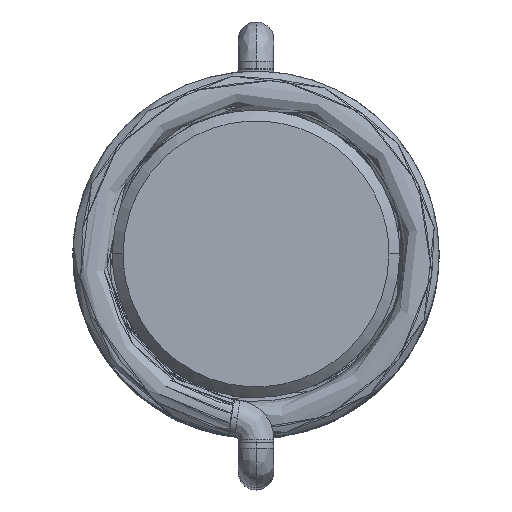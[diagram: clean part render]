
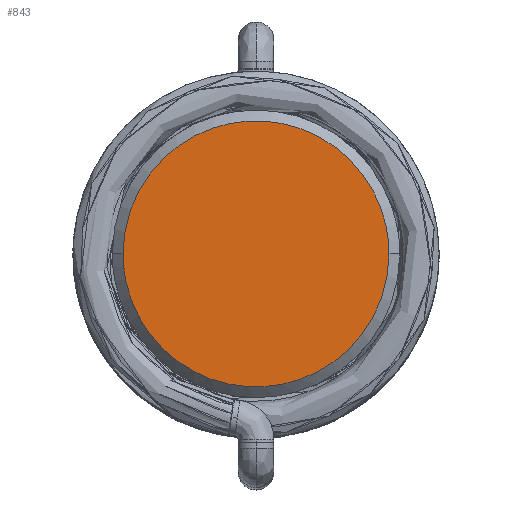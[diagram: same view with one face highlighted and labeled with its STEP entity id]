
A CAD part, top view. The second image highlights one B-rep face of the part: STEP entity #843.
In plain terms, the highlighted free-form (B-spline) face has degree [1, 1] with [2, 2] control points.
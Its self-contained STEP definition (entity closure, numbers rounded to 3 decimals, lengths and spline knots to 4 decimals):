
#701 = EDGE_CURVE('',#702,#704,#706,.T.);
#702 = VERTEX_POINT('',#703);
#703 = CARTESIAN_POINT('',(1.9551,0.,
    14.0025));
#704 = VERTEX_POINT('',#705);
#705 = CARTESIAN_POINT('',(-1.9551,0.,
    14.0025));
#706 = ( BOUNDED_CURVE() B_SPLINE_CURVE(2,(#707,#708,#709,#710,#711),
.UNSPECIFIED.,.F.,.F.) B_SPLINE_CURVE_WITH_KNOTS((3,2,3),(0.,
1.5708,3.1416),.PIECEWISE_BEZIER_KNOTS.) CURVE() 
GEOMETRIC_REPRESENTATION_ITEM() RATIONAL_B_SPLINE_CURVE((1.,
0.707,1.,0.707,1.)) REPRESENTATION_ITEM('') );
#707 = CARTESIAN_POINT('',(1.9551,0.,
    14.0025));
#708 = CARTESIAN_POINT('',(1.9551,-1.9551,14.0025)
  );
#709 = CARTESIAN_POINT('',(0.,-1.9551,
    14.0025));
#710 = CARTESIAN_POINT('',(-1.9551,-1.9551,14.0025
    ));
#711 = CARTESIAN_POINT('',(-1.9551,0.,
    14.0025));
#843 = ADVANCED_FACE('',(#844),#855,.T.);
#844 = FACE_BOUND('',#845,.T.);
#845 = EDGE_LOOP('',(#846,#847));
#846 = ORIENTED_EDGE('',*,*,#701,.F.);
#847 = ORIENTED_EDGE('',*,*,#848,.F.);
#848 = EDGE_CURVE('',#704,#702,#849,.T.);
#849 = ( BOUNDED_CURVE() B_SPLINE_CURVE(2,(#850,#851,#852,#853,#854),
.UNSPECIFIED.,.F.,.F.) B_SPLINE_CURVE_WITH_KNOTS((3,2,3),(3.1416,
4.7124,6.2832),.PIECEWISE_BEZIER_KNOTS.) CURVE() 
GEOMETRIC_REPRESENTATION_ITEM() RATIONAL_B_SPLINE_CURVE((1.,
0.707,1.,0.707,1.)) REPRESENTATION_ITEM('') );
#850 = CARTESIAN_POINT('',(-1.9551,0.,
    14.0025));
#851 = CARTESIAN_POINT('',(-1.9551,1.9551,14.0025)
  );
#852 = CARTESIAN_POINT('',(0.,1.9551,
    14.0025));
#853 = CARTESIAN_POINT('',(1.9551,1.9551,14.0025)
  );
#854 = CARTESIAN_POINT('',(1.9551,0.,
    14.0025));
#855 = B_SPLINE_SURFACE_WITH_KNOTS('',1,1,(
    (#856,#857)
    ,(#858,#859
    )),.UNSPECIFIED.,.F.,.F.,.F.,(2,2),(2,2),(-1.3141,
    2.3859),(-1.85,1.85),.PIECEWISE_BEZIER_KNOTS.);
#856 = CARTESIAN_POINT('',(-1.9551,-1.9551,14.0025
    ));
#857 = CARTESIAN_POINT('',(-1.9551,1.9551,14.0025)
  );
#858 = CARTESIAN_POINT('',(1.9551,-1.9551,14.0025)
  );
#859 = CARTESIAN_POINT('',(1.9551,1.9551,14.0025)
  );
